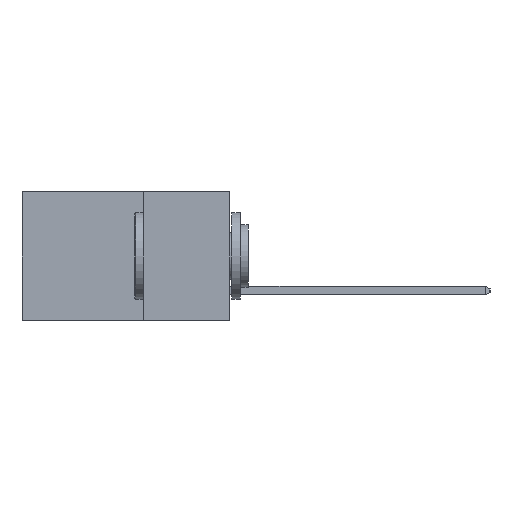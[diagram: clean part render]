
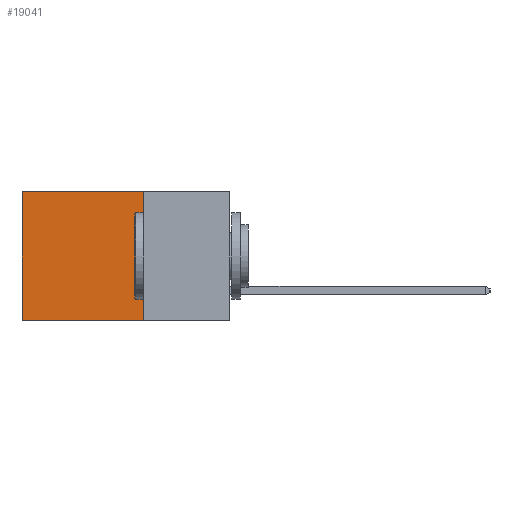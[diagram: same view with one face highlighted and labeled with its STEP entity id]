
A CAD part, left-side view. The second image highlights one B-rep face of the part: STEP entity #19041.
In plain terms, the highlighted planar face has unit normal (-1, 0, 0).
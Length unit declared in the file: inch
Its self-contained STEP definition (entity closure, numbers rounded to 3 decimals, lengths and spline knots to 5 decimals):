
#454 = CARTESIAN_POINT ( 'NONE',  ( 0.2615, 0.25, -0.37 ) ) ;
#1494 = VERTEX_POINT ( 'NONE', #2595 ) ;
#2213 = DIRECTION ( 'NONE',  ( 1., 0., 0. ) ) ;
#2595 = CARTESIAN_POINT ( 'NONE',  ( 0.2615, 0.6, -0.37 ) ) ;
#3075 = CARTESIAN_POINT ( 'NONE',  ( 0.2615, 0.25, 0. ) ) ;
#3142 = LINE ( 'NONE', #18657, #16536 ) ;
#3591 = LINE ( 'NONE', #6916, #8893 ) ;
#4396 = VECTOR ( 'NONE', #6617, 39.37008 ) ;
#4864 = ORIENTED_EDGE ( 'NONE', *, *, #11148, .F. ) ;
#6617 = DIRECTION ( 'NONE',  ( 0., 0., -1. ) ) ;
#6916 = CARTESIAN_POINT ( 'NONE',  ( 0.2615, 0.25, 0. ) ) ;
#7125 = DIRECTION ( 'NONE',  ( 0., 1., 0. ) ) ;
#7628 = VERTEX_POINT ( 'NONE', #18367 ) ;
#7770 = EDGE_CURVE ( 'NONE', #8213, #1494, #3142, .T. ) ;
#8213 = VERTEX_POINT ( 'NONE', #22297 ) ;
#8893 = VECTOR ( 'NONE', #7125, 39.37008 ) ;
#9190 = ORIENTED_EDGE ( 'NONE', *, *, #7770, .T. ) ;
#10492 = EDGE_CURVE ( 'NONE', #16943, #8213, #3591, .T. ) ;
#11013 = PLANE ( 'NONE',  #12529 ) ;
#11148 = EDGE_CURVE ( 'NONE', #16943, #7628, #18271, .T. ) ;
#11151 = ORIENTED_EDGE ( 'NONE', *, *, #12739, .F. ) ;
#12181 = LINE ( 'NONE', #12618, #21161 ) ;
#12529 = AXIS2_PLACEMENT_3D ( 'NONE', #454, #2213, #14502 ) ;
#12618 = CARTESIAN_POINT ( 'NONE',  ( 0.2615, 0.25, -0.37 ) ) ;
#12739 = EDGE_CURVE ( 'NONE', #7628, #1494, #12181, .T. ) ;
#12768 = DIRECTION ( 'NONE',  ( 0., 1., 0. ) ) ;
#14380 = EDGE_LOOP ( 'NONE', ( #9190, #11151, #4864, #15512 ) ) ;
#14502 = DIRECTION ( 'NONE',  ( 0., 0., -1. ) ) ;
#15512 = ORIENTED_EDGE ( 'NONE', *, *, #10492, .T. ) ;
#16536 = VECTOR ( 'NONE', #18176, 39.37008 ) ;
#16943 = VERTEX_POINT ( 'NONE', #3075 ) ;
#18176 = DIRECTION ( 'NONE',  ( 0., 0., -1. ) ) ;
#18271 = LINE ( 'NONE', #21146, #4396 ) ;
#18367 = CARTESIAN_POINT ( 'NONE',  ( 0.2615, 0.25, -0.37 ) ) ;
#18657 = CARTESIAN_POINT ( 'NONE',  ( 0.2615, 0.6, -0.37 ) ) ;
#19041 = ADVANCED_FACE ( 'NONE', ( #21325 ), #11013, .F. ) ;
#21146 = CARTESIAN_POINT ( 'NONE',  ( 0.2615, 0.25, -0.37 ) ) ;
#21161 = VECTOR ( 'NONE', #12768, 39.37008 ) ;
#21325 = FACE_OUTER_BOUND ( 'NONE', #14380, .T. ) ;
#22297 = CARTESIAN_POINT ( 'NONE',  ( 0.2615, 0.6, 0. ) ) ;
